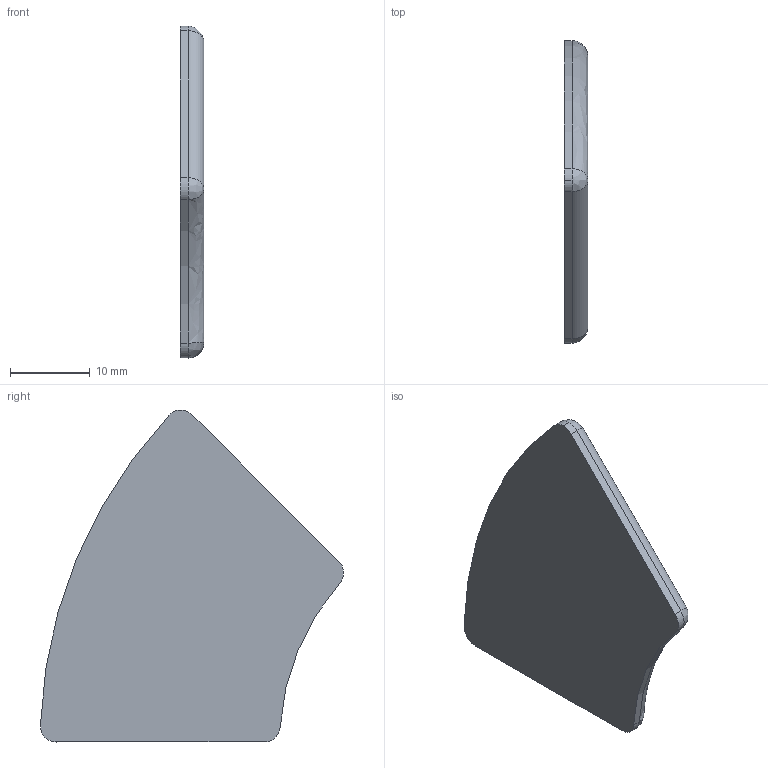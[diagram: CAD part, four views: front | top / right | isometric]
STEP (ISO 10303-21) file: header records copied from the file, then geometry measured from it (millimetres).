
FILE_DESCRIPTION (( 'STEP AP214' ), '1' );
FILE_NAME ('6138090', '2019-02-04T08:08:27', ( '' ), ('JUGARD+KÜNSTNER GmbH'), 'SwSTEP 2.0', 'SolidWorks 2017', '' );
FILE_SCHEMA (( 'AUTOMOTIVE_DESIGN' ));
Length unit declared in the file: millimetre
Products named in the file (1): 6138090_CNAJF00
Bounding box: 3 x 37.96 x 41.57 mm (x, y, z)
Volume: 3063.9 mm3; surface area: 2384.7 mm2
Topology: 1 solids, 1 shells, 19 faces, 44 edges, 23 vertices
Faces by surface type: cylinder 9, bspline 6, plane 4
Entity records: 609 total; most frequent: CARTESIAN_POINT 179, DIRECTION 89, ORIENTED_EDGE 80, EDGE_CURVE 40, AXIS2_PLACEMENT_3D 37, VERTEX_POINT 23, CIRCLE 23, ADVANCED_FACE 19
